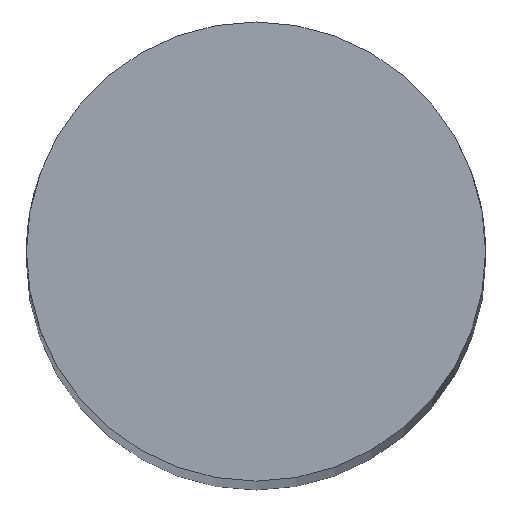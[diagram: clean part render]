
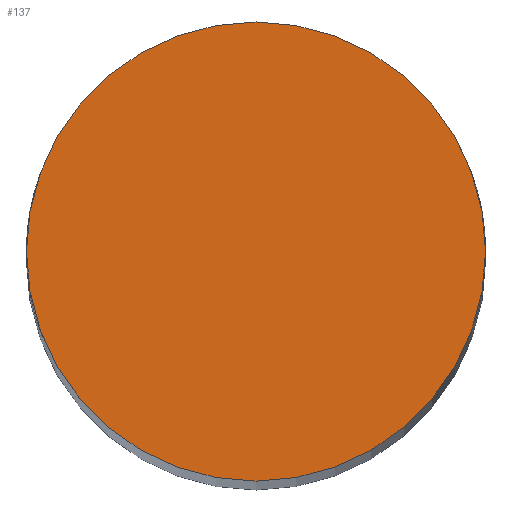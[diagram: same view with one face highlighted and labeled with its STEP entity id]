
A CAD part, top view. The second image highlights one B-rep face of the part: STEP entity #137.
In plain terms, the highlighted planar face has unit normal (0, 0, 1).
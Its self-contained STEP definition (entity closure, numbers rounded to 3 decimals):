
#14 = DIRECTION ( 'NONE',  ( 1., 0., 0. ) ) ;
#28 = DIRECTION ( 'NONE',  ( 1., 0., 0. ) ) ;
#39 = DIRECTION ( 'NONE',  ( 0., 0., 1. ) ) ;
#47 = CIRCLE ( 'NONE', #319, 9. ) ;
#61 = AXIS2_PLACEMENT_3D ( 'NONE', #314, #280, #28 ) ;
#64 = FACE_OUTER_BOUND ( 'NONE', #73, .T. ) ;
#73 = EDGE_LOOP ( 'NONE', ( #188, #313 ) ) ;
#98 = DIRECTION ( 'NONE',  ( 0., 0., 1. ) ) ;
#110 = CIRCLE ( 'NONE', #217, 9. ) ;
#119 = CARTESIAN_POINT ( 'NONE',  ( -9., 0., 200. ) ) ;
#127 = CARTESIAN_POINT ( 'NONE',  ( 0., 0., 200. ) ) ;
#137 = ADVANCED_FACE ( 'NONE', ( #64 ), #249, .T. ) ;
#150 = EDGE_CURVE ( 'NONE', #180, #345, #47, .T. ) ;
#161 = EDGE_CURVE ( 'NONE', #345, #180, #110, .T. ) ;
#180 = VERTEX_POINT ( 'NONE', #119 ) ;
#188 = ORIENTED_EDGE ( 'NONE', *, *, #150, .T. ) ;
#200 = CARTESIAN_POINT ( 'NONE',  ( 0., 0., 200. ) ) ;
#206 = CARTESIAN_POINT ( 'NONE',  ( 9., 0., 200. ) ) ;
#217 = AXIS2_PLACEMENT_3D ( 'NONE', #200, #98, #14 ) ;
#249 = PLANE ( 'NONE',  #61 ) ;
#280 = DIRECTION ( 'NONE',  ( 0., 0., 1. ) ) ;
#291 = DIRECTION ( 'NONE',  ( 1., 0., 0. ) ) ;
#313 = ORIENTED_EDGE ( 'NONE', *, *, #161, .T. ) ;
#314 = CARTESIAN_POINT ( 'NONE',  ( 0., 0., 200. ) ) ;
#319 = AXIS2_PLACEMENT_3D ( 'NONE', #127, #39, #291 ) ;
#345 = VERTEX_POINT ( 'NONE', #206 ) ;
